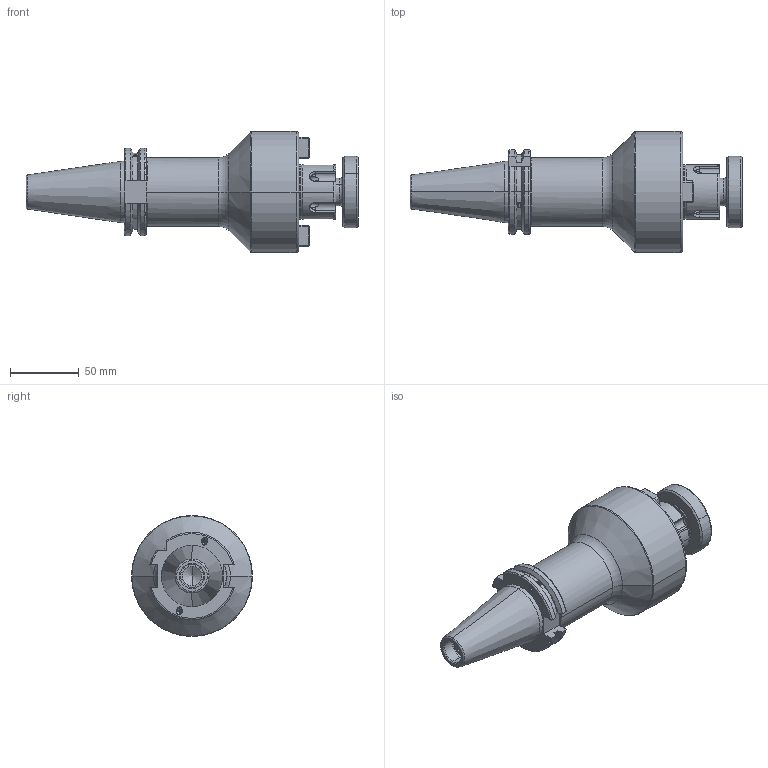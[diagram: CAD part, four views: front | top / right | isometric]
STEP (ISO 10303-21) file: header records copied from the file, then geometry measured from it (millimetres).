
FILE_DESCRIPTION (( 'STEP AP203' ), '1' );
FILE_NAME ('FWS409H-FMX40130.STEP', '2024-08-28T09:04:18', ( '' ), ( '' ), 'SwSTEP 2.0', 'SolidWorks 2024', '' );
FILE_SCHEMA (( 'CONFIG_CONTROL_DESIGN' ));
Length unit declared in the file: millimetre
Products named in the file (9): CCS-M20-40-1; PLUG KEY 16-40; GS-M4X4-COATING_DIN 913 - M4 x 4-N; SK40FMX40130FWW; M4X4_DIN 913 - M4 x 4-N; CCS-M20-40-2; CCS-M20-40; FWS409H-FMX40130
Assembly tree (11 placements, depth 4):
  FWS409H-FMX40130
    SK40FMX40130FWW
      SK40FMX40130FWW
      CCS-M20-40
        CCS-M20-40-1
        CCS-M20-40-2
      M4X4_DIN 913 - M4 x 4-N  x2
      PLUG KEY 16-40  x2
      GS-M4X4-COATING_DIN 913 - M4 x 4-N  x2
Bounding box: 241.4 x 88 x 88 mm (x, y, z)
Volume: 532306.7 mm3; surface area: 78144.6 mm2
Topology: 9 solids, 9 shells, 466 faces, 1137 edges, 692 vertices
Faces by surface type: cone 154, cylinder 130, plane 130, torus 42, sphere 8, bspline 2
Entity records: 12602 total; most frequent: CARTESIAN_POINT 3058, DIRECTION 1895, ORIENTED_EDGE 1726, EDGE_CURVE 863, AXIS2_PLACEMENT_3D 759, VERTEX_POINT 532, EDGE_LOOP 395, CIRCLE 384
